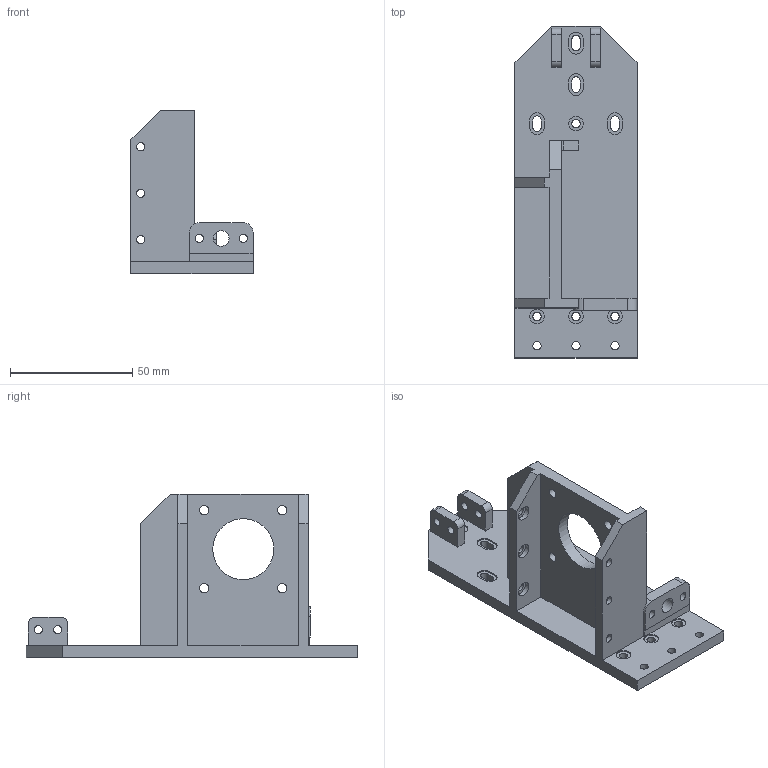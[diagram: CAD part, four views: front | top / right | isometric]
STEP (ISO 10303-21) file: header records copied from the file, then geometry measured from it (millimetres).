
FILE_DESCRIPTION(('FreeCAD Model'),'2;1');
FILE_NAME('ALBL_DirectDriveMount_BLT_Left_ZTunable.step','2019-06-23T21:58:50',('Author'),(''), 'Open CASCADE STEP processor 7.2','FreeCAD','Unknown');
FILE_SCHEMA(('AUTOMOTIVE_DESIGN { 1 0 10303 214 1 1 1 1 }'));
Length unit declared in the file: millimetre
Products named in the file (1): ALBL_DirectDriveMount_BLT_Left
Bounding box: 50 x 136 x 67 mm (x, y, z)
Volume: 61174.2 mm3; surface area: 30352.5 mm2
Topology: 1 solids, 1 shells, 174 faces, 477 edges, 324 vertices
Faces by surface type: plane 96, cylinder 78
Full cylindrical faces by diameter (mm): 3.4 x19, 3.8 x4, 6 x15, 6.4 x1, 25 x1
Entity records: 12355 total; most frequent: CARTESIAN_POINT 2755, DIRECTION 1821, LINE 1068, VECTOR 1068, ORIENTED_EDGE 954, PCURVE 954, DEFINITIONAL_REPRESENTATION 954, EDGE_CURVE 477
